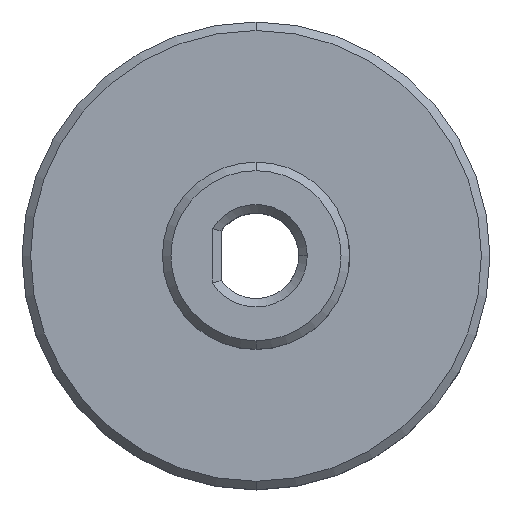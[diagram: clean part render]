
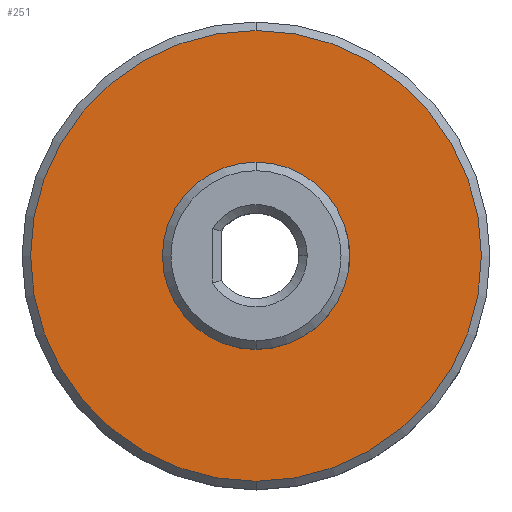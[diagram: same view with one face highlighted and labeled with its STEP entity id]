
A CAD part, top view. The second image highlights one B-rep face of the part: STEP entity #251.
In plain terms, the highlighted planar face has unit normal (0, 0, 1).
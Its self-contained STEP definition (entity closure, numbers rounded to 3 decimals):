
#33 = EDGE_LOOP ( 'NONE', ( #685, #341 ) ) ;
#60 = CARTESIAN_POINT ( 'NONE',  ( 0., -11., 14. ) ) ;
#116 = CARTESIAN_POINT ( 'NONE',  ( 0., -27.5, 14. ) ) ;
#131 = EDGE_CURVE ( 'NONE', #568, #701, #623, .T. ) ;
#133 = DIRECTION ( 'NONE',  ( 0., -1., 0. ) ) ;
#173 = VERTEX_POINT ( 'NONE', #220 ) ;
#174 = ORIENTED_EDGE ( 'NONE', *, *, #412, .F. ) ;
#177 = CARTESIAN_POINT ( 'NONE',  ( 0., -26.5, 14. ) ) ;
#217 = CARTESIAN_POINT ( 'NONE',  ( 0., 0., 14. ) ) ;
#220 = CARTESIAN_POINT ( 'NONE',  ( 0., 11., 14. ) ) ;
#228 = CIRCLE ( 'NONE', #587, 26.5 ) ;
#251 = ADVANCED_FACE ( 'NONE', ( #404, #330 ), #715, .T. ) ;
#260 = ORIENTED_EDGE ( 'NONE', *, *, #674, .F. ) ;
#273 = DIRECTION ( 'NONE',  ( 0., 0., 1. ) ) ;
#289 = DIRECTION ( 'NONE',  ( 0., -1., 0. ) ) ;
#314 = AXIS2_PLACEMENT_3D ( 'NONE', #585, #796, #509 ) ;
#315 = AXIS2_PLACEMENT_3D ( 'NONE', #498, #417, #352 ) ;
#330 = FACE_BOUND ( 'NONE', #767, .T. ) ;
#341 = ORIENTED_EDGE ( 'NONE', *, *, #131, .T. ) ;
#352 = DIRECTION ( 'NONE',  ( 0., -1., 0. ) ) ;
#364 = EDGE_CURVE ( 'NONE', #701, #568, #228, .T. ) ;
#404 = FACE_OUTER_BOUND ( 'NONE', #33, .T. ) ;
#406 = VERTEX_POINT ( 'NONE', #60 ) ;
#412 = EDGE_CURVE ( 'NONE', #173, #406, #597, .T. ) ;
#415 = AXIS2_PLACEMENT_3D ( 'NONE', #116, #273, #133 ) ;
#417 = DIRECTION ( 'NONE',  ( 0., 0., 1. ) ) ;
#478 = DIRECTION ( 'NONE',  ( 0., 0., 1. ) ) ;
#498 = CARTESIAN_POINT ( 'NONE',  ( 0., 0., 14. ) ) ;
#509 = DIRECTION ( 'NONE',  ( 0., -1., 0. ) ) ;
#568 = VERTEX_POINT ( 'NONE', #177 ) ;
#585 = CARTESIAN_POINT ( 'NONE',  ( 0., 0., 14. ) ) ;
#587 = AXIS2_PLACEMENT_3D ( 'NONE', #217, #731, #289 ) ;
#597 = CIRCLE ( 'NONE', #314, 11. ) ;
#623 = CIRCLE ( 'NONE', #315, 26.5 ) ;
#674 = EDGE_CURVE ( 'NONE', #406, #173, #848, .T. ) ;
#685 = ORIENTED_EDGE ( 'NONE', *, *, #364, .T. ) ;
#701 = VERTEX_POINT ( 'NONE', #780 ) ;
#710 = DIRECTION ( 'NONE',  ( 0., -1., 0. ) ) ;
#715 = PLANE ( 'NONE',  #415 ) ;
#731 = DIRECTION ( 'NONE',  ( 0., 0., 1. ) ) ;
#750 = CARTESIAN_POINT ( 'NONE',  ( 0., 0., 14. ) ) ;
#767 = EDGE_LOOP ( 'NONE', ( #260, #174 ) ) ;
#780 = CARTESIAN_POINT ( 'NONE',  ( 0., 26.5, 14. ) ) ;
#796 = DIRECTION ( 'NONE',  ( 0., 0., 1. ) ) ;
#848 = CIRCLE ( 'NONE', #877, 11. ) ;
#877 = AXIS2_PLACEMENT_3D ( 'NONE', #750, #478, #710 ) ;
